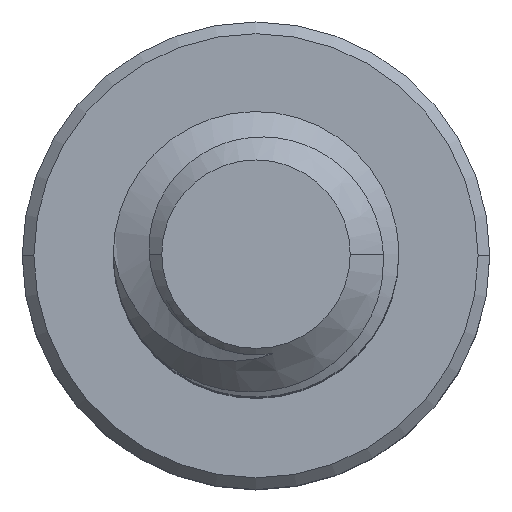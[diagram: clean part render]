
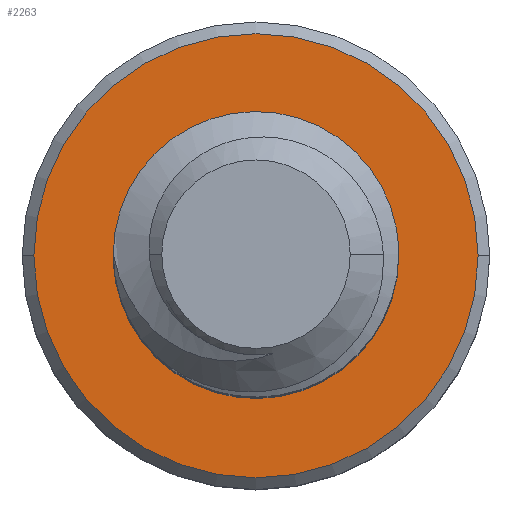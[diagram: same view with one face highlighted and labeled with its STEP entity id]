
A CAD part, top view. The second image highlights one B-rep face of the part: STEP entity #2263.
In plain terms, the highlighted planar face has unit normal (0, 0, 1).
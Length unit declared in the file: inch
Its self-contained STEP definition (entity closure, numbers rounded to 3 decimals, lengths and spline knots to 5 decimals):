
#104 = CARTESIAN_POINT ( 'NONE',  ( -0.04834, 0.04923, -0.4375 ) ) ;
#106 = CARTESIAN_POINT ( 'NONE',  ( -0.052, 0.0446, -0.4375 ) ) ;
#108 = CARTESIAN_POINT ( 'NONE',  ( -0.05507, 0.03952, -0.4375 ) ) ;
#110 = CARTESIAN_POINT ( 'NONE',  ( -0.05982, 0.02885, -0.4375 ) ) ;
#111 = CARTESIAN_POINT ( 'NONE',  ( -0.06148, 0.02312, -0.4375 ) ) ;
#115 = CARTESIAN_POINT ( 'NONE',  ( -0.06309, 0.01154, -0.4375 ) ) ;
#116 = CARTESIAN_POINT ( 'NONE',  ( -0.06307, 0.00562, -0.4375 ) ) ;
#117 = CARTESIAN_POINT ( 'NONE',  ( -0.06135, -0.00599, -0.4375 ) ) ;
#118 = CARTESIAN_POINT ( 'NONE',  ( -0.05968, -0.0116, -0.4375 ) ) ;
#127 = CARTESIAN_POINT ( 'NONE',  ( -0.05226, -0.02769, -0.4375 ) ) ;
#129 = CARTESIAN_POINT ( 'NONE',  ( -0.04432, -0.03688, -0.4375 ) ) ;
#136 = CARTESIAN_POINT ( 'NONE',  ( -0.02368, -0.04845, -0.4375 ) ) ;
#141 = CARTESIAN_POINT ( 'NONE',  ( -0.01169, -0.05058, -0.4375 ) ) ;
#150 = CARTESIAN_POINT ( 'NONE',  ( 0., 0., -0.4375 ) ) ;
#180 = CARTESIAN_POINT ( 'NONE',  ( 0., -0.0487, -0.4375 ) ) ;
#293 = CARTESIAN_POINT ( 'NONE',  ( 0.03412, -0.03475, -0.4375 ) ) ;
#294 = CARTESIAN_POINT ( 'NONE',  ( 0.03902, -0.03141, -0.4375 ) ) ;
#295 = CARTESIAN_POINT ( 'NONE',  ( 0.04312, -0.02719, -0.4375 ) ) ;
#296 = CARTESIAN_POINT ( 'NONE',  ( 0.04983, -0.01748, -0.4375 ) ) ;
#297 = CARTESIAN_POINT ( 'NONE',  ( 0.05234, -0.0122, -0.4375 ) ) ;
#298 = CARTESIAN_POINT ( 'NONE',  ( 0.05565, -0.00084, -0.4375 ) ) ;
#299 = CARTESIAN_POINT ( 'NONE',  ( 0.05636, 0.00496, -0.4375 ) ) ;
#300 = CARTESIAN_POINT ( 'NONE',  ( 0.05592, 0.01675, -0.4375 ) ) ;
#301 = CARTESIAN_POINT ( 'NONE',  ( 0.05477, 0.0225, -0.4375 ) ) ;
#303 = CARTESIAN_POINT ( 'NONE',  ( 0.04868, 0.03892, -0.4375 ) ) ;
#304 = CARTESIAN_POINT ( 'NONE',  ( 0.04135, 0.04877, -0.4375 ) ) ;
#307 = CARTESIAN_POINT ( 'NONE',  ( 0.02753, 0.05951, -0.4375 ) ) ;
#310 = CARTESIAN_POINT ( 'NONE',  ( 0.02239, 0.06248, -0.4375 ) ) ;
#311 = CARTESIAN_POINT ( 'NONE',  ( 0.01153, 0.06689, -0.4375 ) ) ;
#313 = CARTESIAN_POINT ( 'NONE',  ( 0.00588, 0.06833, -0.4375 ) ) ;
#316 = DIRECTION ( 'NONE',  ( -1., 0., 0. ) ) ;
#317 = DIRECTION ( 'NONE',  ( 0., 0., 1. ) ) ;
#318 = CARTESIAN_POINT ( 'NONE',  ( 0., 0.069, -0.4375 ) ) ;
#319 = CARTESIAN_POINT ( 'NONE',  ( 0., 0., -0.4375 ) ) ;
#335 = DIRECTION ( 'NONE',  ( -1., 0., 0. ) ) ;
#336 = DIRECTION ( 'NONE',  ( 0., 0., 1. ) ) ;
#716 = EDGE_CURVE ( 'NONE', #1171, #1167, #3097, .T. ) ;
#774 = CARTESIAN_POINT ( 'NONE',  ( 0.03412, -0.03475, -0.4375 ) ) ;
#777 = CARTESIAN_POINT ( 'NONE',  ( 0., -0.0487, -0.4375 ) ) ;
#806 = DIRECTION ( 'NONE',  ( 1., 0., 0. ) ) ;
#807 = DIRECTION ( 'NONE',  ( 0., 0., 1. ) ) ;
#810 = CARTESIAN_POINT ( 'NONE',  ( 0., 0., -0.4375 ) ) ;
#990 = CARTESIAN_POINT ( 'NONE',  ( -0.04834, 0.04923, -0.4375 ) ) ;
#1004 = CARTESIAN_POINT ( 'NONE',  ( 0., 0.069, -0.4375 ) ) ;
#1022 = EDGE_CURVE ( 'NONE', #1200, #1195, #3053, .T. ) ;
#1030 = AXIS2_PLACEMENT_3D ( 'NONE', #1533, #1522, #1521 ) ;
#1031 = AXIS2_PLACEMENT_3D ( 'NONE', #810, #807, #806 ) ;
#1117 = AXIS2_PLACEMENT_3D ( 'NONE', #2098, #2096, #2091 ) ;
#1120 = AXIS2_PLACEMENT_3D ( 'NONE', #150, #336, #335 ) ;
#1122 = AXIS2_PLACEMENT_3D ( 'NONE', #319, #317, #316 ) ;
#1167 = VERTEX_POINT ( 'NONE', #777 ) ;
#1171 = VERTEX_POINT ( 'NONE', #774 ) ;
#1195 = VERTEX_POINT ( 'NONE', #990 ) ;
#1200 = VERTEX_POINT ( 'NONE', #1004 ) ;
#1267 = VERTEX_POINT ( 'NONE', #1712 ) ;
#1276 = VERTEX_POINT ( 'NONE', #1880 ) ;
#1521 = DIRECTION ( 'NONE',  ( 1., 0., 0. ) ) ;
#1522 = DIRECTION ( 'NONE',  ( 0., 0., -1. ) ) ;
#1533 = CARTESIAN_POINT ( 'NONE',  ( 0., 0., -0.4375 ) ) ;
#1712 = CARTESIAN_POINT ( 'NONE',  ( -0.10735, 0., -0.4375 ) ) ;
#1880 = CARTESIAN_POINT ( 'NONE',  ( 0.10735, 0., -0.4375 ) ) ;
#2088 = PLANE ( 'NONE',  #1117 ) ;
#2091 = DIRECTION ( 'NONE',  ( -1., 0., 0. ) ) ;
#2096 = DIRECTION ( 'NONE',  ( 0., 0., -1. ) ) ;
#2098 = CARTESIAN_POINT ( 'NONE',  ( 0., 0., -0.4375 ) ) ;
#2263 = ADVANCED_FACE ( 'NONE', ( #2880, #2877 ), #2088, .F. ) ;
#2378 = EDGE_CURVE ( 'NONE', #1276, #1267, #2743, .T. ) ;
#2743 = CIRCLE ( 'NONE', #1120, 0.10735 ) ;
#2752 = CIRCLE ( 'NONE', #1122, 0.10735 ) ;
#2877 = FACE_BOUND ( 'NONE', #3253, .T. ) ;
#2880 = FACE_OUTER_BOUND ( 'NONE', #3243, .T. ) ;
#3053 = CIRCLE ( 'NONE', #1031, 0.069 ) ;
#3097 = CIRCLE ( 'NONE', #1030, 0.0487 ) ;
#3243 = EDGE_LOOP ( 'NONE', ( #3524, #3534 ) ) ;
#3253 = EDGE_LOOP ( 'NONE', ( #3332, #3561, #3331, #3485 ) ) ;
#3331 = ORIENTED_EDGE ( 'NONE', *, *, #716, .T. ) ;
#3332 = ORIENTED_EDGE ( 'NONE', *, *, #1022, .F. ) ;
#3485 = ORIENTED_EDGE ( 'NONE', *, *, #4069, .T. ) ;
#3524 = ORIENTED_EDGE ( 'NONE', *, *, #4056, .T. ) ;
#3534 = ORIENTED_EDGE ( 'NONE', *, *, #2378, .T. ) ;
#3561 = ORIENTED_EDGE ( 'NONE', *, *, #4057, .T. ) ;
#4048 = B_SPLINE_CURVE_WITH_KNOTS ( 'NONE', 3,
 ( #180, #141, #136, #129, #127, #118, #117, #116, #115, #111, #110, #108, #106, #104 ),
 .UNSPECIFIED., .F., .F.,
 ( 4, 2, 2, 2, 2, 2, 4 ),
 ( 0., 0.00089, 0.00178, 0.00222, 0.00267, 0.00311, 0.00356 ),
 .UNSPECIFIED. ) ;
#4050 = B_SPLINE_CURVE_WITH_KNOTS ( 'NONE', 3,
 ( #318, #313, #311, #310, #307, #304, #303, #301, #300, #299, #298, #297, #296, #295, #294, #293 ),
 .UNSPECIFIED., .F., .F.,
 ( 4, 2, 2, 2, 2, 2, 2, 4 ),
 ( 0., 0.00044, 0.00089, 0.00178, 0.00222, 0.00267, 0.00311, 0.00355 ),
 .UNSPECIFIED. ) ;
#4056 = EDGE_CURVE ( 'NONE', #1267, #1276, #2752, .T. ) ;
#4057 = EDGE_CURVE ( 'NONE', #1200, #1171, #4050, .T. ) ;
#4069 = EDGE_CURVE ( 'NONE', #1167, #1195, #4048, .T. ) ;
